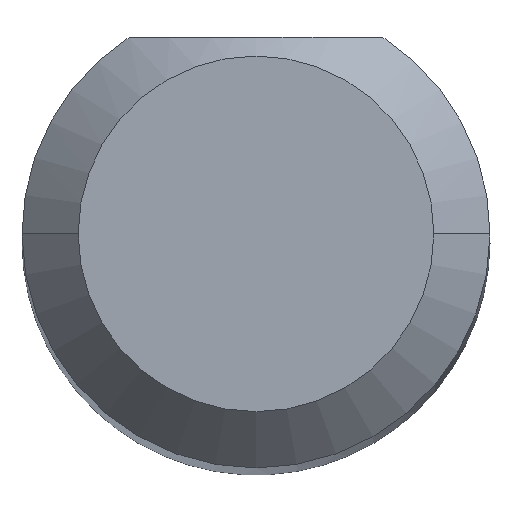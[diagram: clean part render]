
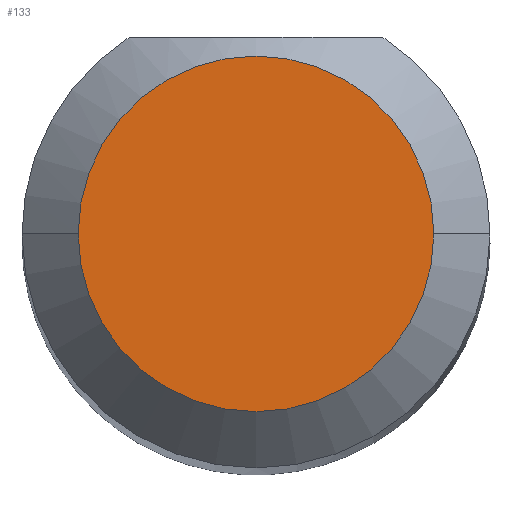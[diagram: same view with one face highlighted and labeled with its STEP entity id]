
A CAD part, top view. The second image highlights one B-rep face of the part: STEP entity #133.
In plain terms, the highlighted planar face has unit normal (0, 0, 1).
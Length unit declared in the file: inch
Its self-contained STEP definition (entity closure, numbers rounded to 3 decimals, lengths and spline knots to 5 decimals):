
#17 = EDGE_LOOP ( 'NONE', ( #37, #596 ) ) ;
#37 = ORIENTED_EDGE ( 'NONE', *, *, #442, .T. ) ;
#61 = CIRCLE ( 'NONE', #130, 0.0475 ) ;
#103 = FACE_OUTER_BOUND ( 'NONE', #17, .T. ) ;
#130 = AXIS2_PLACEMENT_3D ( 'NONE', #485, #533, #343 ) ;
#133 = ADVANCED_FACE ( 'NONE', ( #103 ), #306, .T. ) ;
#147 = CARTESIAN_POINT ( 'NONE',  ( 0.0475, 0., 1.5 ) ) ;
#152 = AXIS2_PLACEMENT_3D ( 'NONE', #560, #620, #509 ) ;
#221 = CARTESIAN_POINT ( 'NONE',  ( 0., 0., 1.5 ) ) ;
#229 = CIRCLE ( 'NONE', #314, 0.0475 ) ;
#269 = DIRECTION ( 'NONE',  ( 0., 0., 1. ) ) ;
#306 = PLANE ( 'NONE',  #152 ) ;
#314 = AXIS2_PLACEMENT_3D ( 'NONE', #221, #269, #424 ) ;
#331 = VERTEX_POINT ( 'NONE', #658 ) ;
#343 = DIRECTION ( 'NONE',  ( 1., 0., 0. ) ) ;
#424 = DIRECTION ( 'NONE',  ( 1., 0., 0. ) ) ;
#442 = EDGE_CURVE ( 'NONE', #331, #480, #229, .T. ) ;
#480 = VERTEX_POINT ( 'NONE', #147 ) ;
#485 = CARTESIAN_POINT ( 'NONE',  ( 0., 0., 1.5 ) ) ;
#509 = DIRECTION ( 'NONE',  ( 1., 0., 0. ) ) ;
#533 = DIRECTION ( 'NONE',  ( 0., 0., 1. ) ) ;
#560 = CARTESIAN_POINT ( 'NONE',  ( 0., 0., 1.5 ) ) ;
#576 = EDGE_CURVE ( 'NONE', #480, #331, #61, .T. ) ;
#596 = ORIENTED_EDGE ( 'NONE', *, *, #576, .T. ) ;
#620 = DIRECTION ( 'NONE',  ( 0., 0., 1. ) ) ;
#658 = CARTESIAN_POINT ( 'NONE',  ( -0.0475, 0., 1.5 ) ) ;
